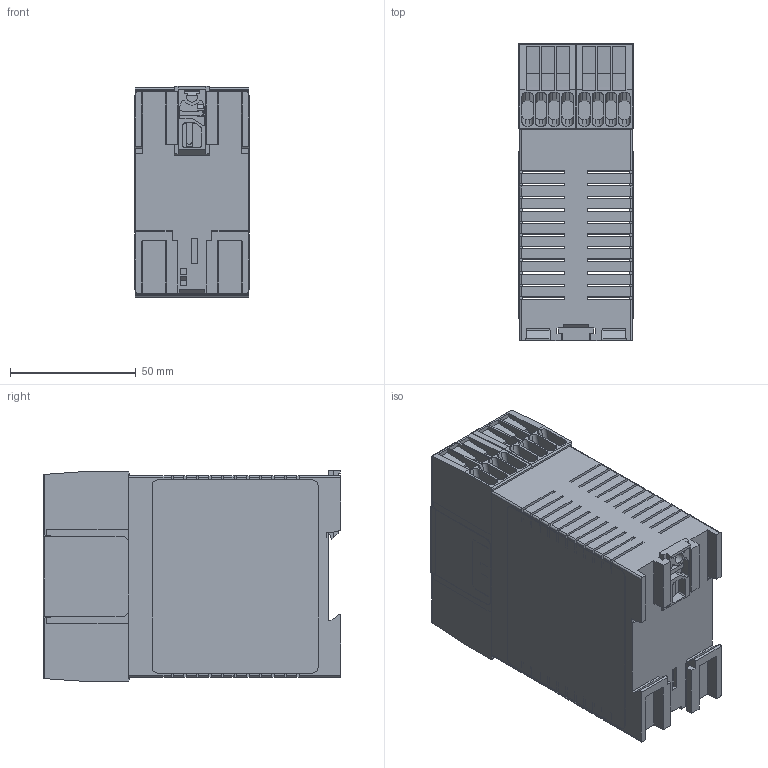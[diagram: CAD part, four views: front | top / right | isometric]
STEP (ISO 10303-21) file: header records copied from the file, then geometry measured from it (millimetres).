
FILE_DESCRIPTION((''),'2;1');
FILE_NAME('192603_ASM','2016-05-20T',('PDMAdmin'),(''),'PRO/ENGINEER BY PARAMETRIC TECHNOLOGY CORPORATION, 2016010','PRO/ENGINEER BY PARAMETRIC TECHNOLOGY CORPORATION, 2016010','');
FILE_SCHEMA(('CONFIG_CONTROL_DESIGN'));
Products named in the file (12): 148051_AF1; 145081_CLIP; 148051_AF0_ASM; 58693_AF0; 58694; 142089_AF0; 142089_AF1; 142089_AF2; 142089_AF3; 149683; 122298_FORMED; 192603_ASM
Assembly tree (12 placements, depth 3):
  192603_ASM
    148051_AF0_ASM
      148051_AF1
      145081_CLIP
    58693_AF0
    58694
    142089_AF0
    142089_AF1
    142089_AF2
    142089_AF3
    149683  x2
    122298_FORMED
Bounding box: 45.59 x 118.2 x 84.14 mm (x, y, z)
Volume: 106704.4 mm3; surface area: 122741.1 mm2
Topology: 11 solids, 11 shells, 1608 faces, 4821 edges, 3198 vertices
Faces by surface type: plane 1193, cylinder 359, torus 56
Entity records: 54760 total; most frequent: CARTESIAN_POINT 10675, ORIENTED_EDGE 9594, DIRECTION 8729, EDGE_CURVE 4797, VECTOR 3735, LINE 3735, VERTEX_POINT 3182, AXIS2_PLACEMENT_3D 2497
